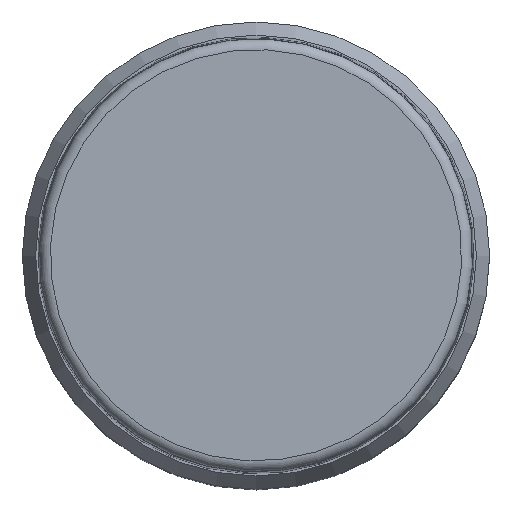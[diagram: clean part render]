
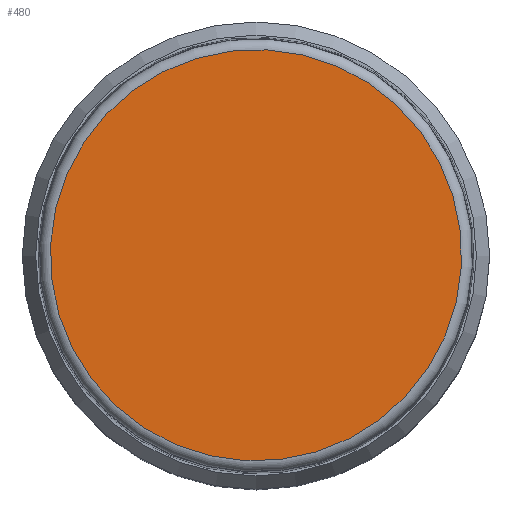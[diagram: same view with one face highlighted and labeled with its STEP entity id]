
A CAD part, top view. The second image highlights one B-rep face of the part: STEP entity #480.
In plain terms, the highlighted planar face has unit normal (0, 0, 1).
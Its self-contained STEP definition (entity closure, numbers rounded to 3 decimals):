
#100=FACE_OUTER_BOUND('',#145,.T.);
#145=EDGE_LOOP('',(#359));
#209=CIRCLE('',#543,13.206);
#248=VERTEX_POINT('',#798);
#299=EDGE_CURVE('',#248,#248,#209,.T.);
#359=ORIENTED_EDGE('',*,*,#299,.F.);
#430=PLANE('',#546);
#480=ADVANCED_FACE('',(#100),#430,.T.);
#543=AXIS2_PLACEMENT_3D('',#799,#639,#640);
#546=AXIS2_PLACEMENT_3D('',#803,#645,#646);
#639=DIRECTION('center_axis',(0.,0.,-1.));
#640=DIRECTION('ref_axis',(0.392,0.92,0.));
#645=DIRECTION('center_axis',(0.,0.,1.));
#646=DIRECTION('ref_axis',(-0.392,-0.92,0.));
#798=CARTESIAN_POINT('',(-5.182,-12.147,12.));
#799=CARTESIAN_POINT('Origin',(0.,0.,12.));
#803=CARTESIAN_POINT('Origin',(0.,0.,12.));
